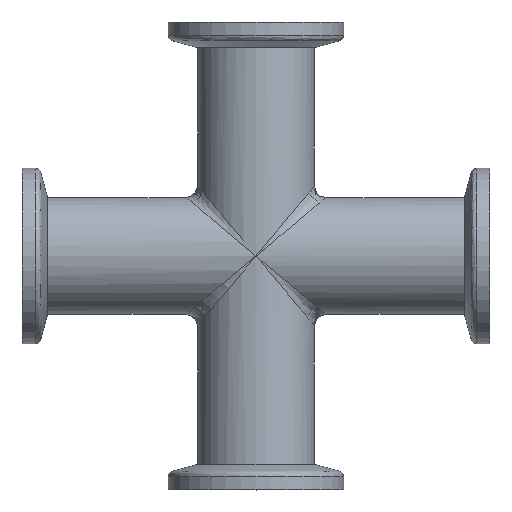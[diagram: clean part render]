
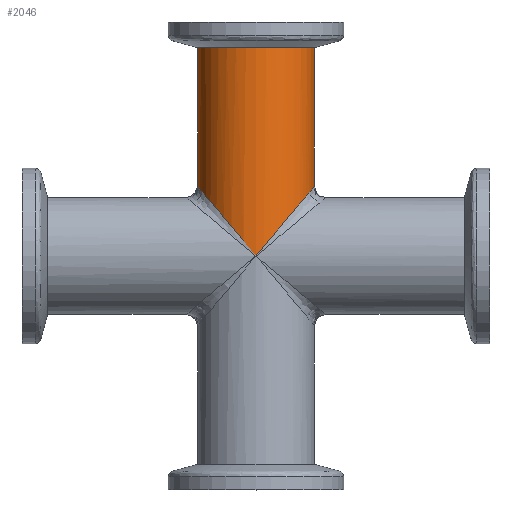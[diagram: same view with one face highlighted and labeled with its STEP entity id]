
A CAD part, top view. The second image highlights one B-rep face of the part: STEP entity #2046.
In plain terms, the highlighted cylindrical face has radius 10 mm (diameter 20 mm), a full revolution.
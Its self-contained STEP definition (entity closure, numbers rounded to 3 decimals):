
#114 = CARTESIAN_POINT ( 'NONE',  ( 8.087, 9.663, 6.449 ) ) ;
#123 = CARTESIAN_POINT ( 'NONE',  ( -8.087, 9.663, -6.449 ) ) ;
#229 = VERTEX_POINT ( 'NONE', #302 ) ;
#302 = CARTESIAN_POINT ( 'NONE',  ( 10., 36.5, 0. ) ) ;
#363 = CARTESIAN_POINT ( 'NONE',  ( 0., 0., -10. ) ) ;
#633 = CARTESIAN_POINT ( 'NONE',  ( 8.085, 9.662, -6.448 ) ) ;
#741 = AXIS2_PLACEMENT_3D ( 'NONE', #3047, #2570, #887 ) ;
#810 = CARTESIAN_POINT ( 'NONE',  ( 0., 36.5, 0. ) ) ;
#868 = CARTESIAN_POINT ( 'NONE',  ( 4.487, 5.362, 9.318 ) ) ;
#887 = DIRECTION ( 'NONE',  ( 1., 0., 0. ) ) ;
#894 = AXIS2_PLACEMENT_3D ( 'NONE', #810, #2404, #2474 ) ;
#1022 = ORIENTED_EDGE ( 'NONE', *, *, #2705, .F. ) ;
#1046 = CARTESIAN_POINT ( 'NONE',  ( 0., 0., 10. ) ) ;
#1071 = CARTESIAN_POINT ( 'NONE',  ( -1.496, 1.788, 10. ) ) ;
#1095 = CARTESIAN_POINT ( 'NONE',  ( 1.496, 1.788, 10. ) ) ;
#1208 = EDGE_CURVE ( 'NONE', #2731, #2771, #1713, .T. ) ;
#1255 = FACE_OUTER_BOUND ( 'NONE', #1895, .T. ) ;
#1294 = CARTESIAN_POINT ( 'NONE',  ( 10.084, 12.05, -2.301 ) ) ;
#1336 = FACE_OUTER_BOUND ( 'NONE', #2936, .T. ) ;
#1523 = CARTESIAN_POINT ( 'NONE',  ( 4.488, 5.363, -9.318 ) ) ;
#1533 = CARTESIAN_POINT ( 'NONE',  ( -8.085, 9.662, 6.448 ) ) ;
#1535 = CARTESIAN_POINT ( 'NONE',  ( 10.082, 12.048, 2.301 ) ) ;
#1620 = ORIENTED_EDGE ( 'NONE', *, *, #1208, .F. ) ;
#1713 = B_SPLINE_CURVE_WITH_KNOTS ( 'NONE', 3,
 ( #1046, #1071, #2959, #1533, #2213, #2004, #123, #2938, #2735, #1777 ),
 .UNSPECIFIED., .F., .F.,
 ( 4, 1, 1, 1, 1, 1, 1, 4 ),
 ( 0., 0.143, 0.286, 0.429, 0.571, 0.714, 0.857, 1. ),
 .UNSPECIFIED. ) ;
#1777 = CARTESIAN_POINT ( 'NONE',  ( 0., 0., -10. ) ) ;
#1895 = EDGE_LOOP ( 'NONE', ( #2314 ) ) ;
#2004 = CARTESIAN_POINT ( 'NONE',  ( -10.082, 12.048, -2.301 ) ) ;
#2030 = CARTESIAN_POINT ( 'NONE',  ( 0., 0., -10. ) ) ;
#2046 = ADVANCED_FACE ( 'NONE', ( #1255, #1336 ), #2579, .T. ) ;
#2157 = B_SPLINE_CURVE_WITH_KNOTS ( 'NONE', 3,
 ( #363, #2727, #1523, #633, #1294, #1535, #114, #868, #1095, #2497 ),
 .UNSPECIFIED., .F., .F.,
 ( 4, 1, 1, 1, 1, 1, 1, 4 ),
 ( 0., 0.143, 0.286, 0.429, 0.571, 0.714, 0.857, 1. ),
 .UNSPECIFIED. ) ;
#2213 = CARTESIAN_POINT ( 'NONE',  ( -10.084, 12.05, 2.301 ) ) ;
#2267 = CARTESIAN_POINT ( 'NONE',  ( 0., 0., 10. ) ) ;
#2314 = ORIENTED_EDGE ( 'NONE', *, *, #2566, .T. ) ;
#2404 = DIRECTION ( 'NONE',  ( 0., -1., 0. ) ) ;
#2474 = DIRECTION ( 'NONE',  ( 1., 0., 0. ) ) ;
#2497 = CARTESIAN_POINT ( 'NONE',  ( 0., 0., 10. ) ) ;
#2566 = EDGE_CURVE ( 'NONE', #229, #229, #2859, .T. ) ;
#2570 = DIRECTION ( 'NONE',  ( 0., -1., 0. ) ) ;
#2579 = CYLINDRICAL_SURFACE ( 'NONE', #741, 10. ) ;
#2705 = EDGE_CURVE ( 'NONE', #2771, #2731, #2157, .T. ) ;
#2727 = CARTESIAN_POINT ( 'NONE',  ( 1.496, 1.788, -10. ) ) ;
#2731 = VERTEX_POINT ( 'NONE', #2267 ) ;
#2735 = CARTESIAN_POINT ( 'NONE',  ( -1.496, 1.788, -10. ) ) ;
#2771 = VERTEX_POINT ( 'NONE', #2030 ) ;
#2859 = CIRCLE ( 'NONE', #894, 10. ) ;
#2936 = EDGE_LOOP ( 'NONE', ( #1022, #1620 ) ) ;
#2938 = CARTESIAN_POINT ( 'NONE',  ( -4.487, 5.362, -9.318 ) ) ;
#2959 = CARTESIAN_POINT ( 'NONE',  ( -4.488, 5.363, 9.318 ) ) ;
#3047 = CARTESIAN_POINT ( 'NONE',  ( 0., 0., 0. ) ) ;
